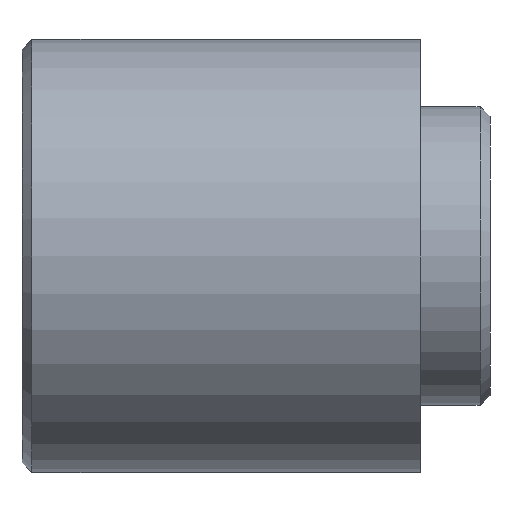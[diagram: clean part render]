
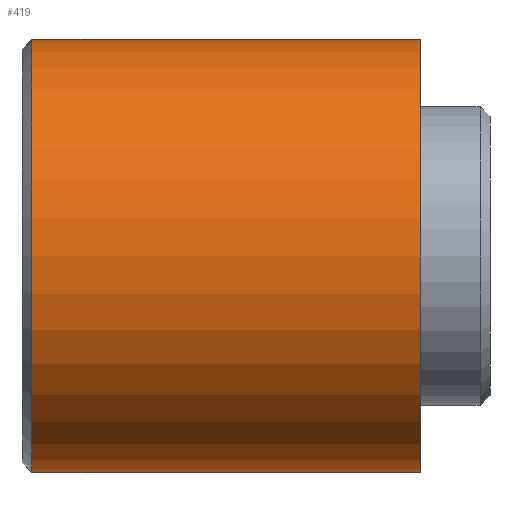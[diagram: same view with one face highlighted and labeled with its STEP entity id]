
A CAD part, left-side view. The second image highlights one B-rep face of the part: STEP entity #419.
In plain terms, the highlighted cylindrical face has radius 21.75 mm (diameter 43.5 mm), a partial arc.
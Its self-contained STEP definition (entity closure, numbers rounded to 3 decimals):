
#17 = CARTESIAN_POINT ( 'NONE',  ( 0., 0., 0. ) ) ;
#36 = VERTEX_POINT ( 'NONE', #162 ) ;
#44 = VECTOR ( 'NONE', #218, 1000. ) ;
#75 = EDGE_CURVE ( 'NONE', #177, #380, #118, .T. ) ;
#76 = CARTESIAN_POINT ( 'NONE',  ( 0., 7., 0. ) ) ;
#82 = ORIENTED_EDGE ( 'NONE', *, *, #75, .T. ) ;
#118 = CIRCLE ( 'NONE', #428, 21.75 ) ;
#121 = LINE ( 'NONE', #430, #400 ) ;
#123 = CARTESIAN_POINT ( 'NONE',  ( 0., 7., -21.75 ) ) ;
#127 = CARTESIAN_POINT ( 'NONE',  ( 0., 46., 0. ) ) ;
#147 = LINE ( 'NONE', #282, #44 ) ;
#152 = DIRECTION ( 'NONE',  ( 0., -1., 0. ) ) ;
#155 = DIRECTION ( 'NONE',  ( 0., -1., 0. ) ) ;
#162 = CARTESIAN_POINT ( 'NONE',  ( 0., 7., 21.75 ) ) ;
#177 = VERTEX_POINT ( 'NONE', #276 ) ;
#183 = CYLINDRICAL_SURFACE ( 'NONE', #354, 21.75 ) ;
#200 = ORIENTED_EDGE ( 'NONE', *, *, #399, .T. ) ;
#207 = ORIENTED_EDGE ( 'NONE', *, *, #295, .F. ) ;
#216 = FACE_OUTER_BOUND ( 'NONE', #313, .T. ) ;
#218 = DIRECTION ( 'NONE',  ( 0., -1., 0. ) ) ;
#255 = DIRECTION ( 'NONE',  ( 0., 0., -1. ) ) ;
#276 = CARTESIAN_POINT ( 'NONE',  ( 0., 46., 21.75 ) ) ;
#279 = EDGE_CURVE ( 'NONE', #36, #375, #422, .T. ) ;
#282 = CARTESIAN_POINT ( 'NONE',  ( 0., 0., -21.75 ) ) ;
#287 = DIRECTION ( 'NONE',  ( 0., 0., -1. ) ) ;
#295 = EDGE_CURVE ( 'NONE', #177, #36, #121, .T. ) ;
#304 = DIRECTION ( 'NONE',  ( 0., -1., 0. ) ) ;
#313 = EDGE_LOOP ( 'NONE', ( #207, #82, #200, #353 ) ) ;
#352 = CARTESIAN_POINT ( 'NONE',  ( 0., 46., -21.75 ) ) ;
#353 = ORIENTED_EDGE ( 'NONE', *, *, #279, .F. ) ;
#354 = AXIS2_PLACEMENT_3D ( 'NONE', #17, #152, #287 ) ;
#360 = DIRECTION ( 'NONE',  ( 0., -1., 0. ) ) ;
#375 = VERTEX_POINT ( 'NONE', #123 ) ;
#380 = VERTEX_POINT ( 'NONE', #352 ) ;
#399 = EDGE_CURVE ( 'NONE', #380, #375, #147, .T. ) ;
#400 = VECTOR ( 'NONE', #155, 1000. ) ;
#410 = DIRECTION ( 'NONE',  ( 0., 0., -1. ) ) ;
#419 = ADVANCED_FACE ( 'NONE', ( #216 ), #183, .T. ) ;
#422 = CIRCLE ( 'NONE', #437, 21.75 ) ;
#428 = AXIS2_PLACEMENT_3D ( 'NONE', #127, #360, #255 ) ;
#430 = CARTESIAN_POINT ( 'NONE',  ( 0., 0., 21.75 ) ) ;
#437 = AXIS2_PLACEMENT_3D ( 'NONE', #76, #304, #410 ) ;
